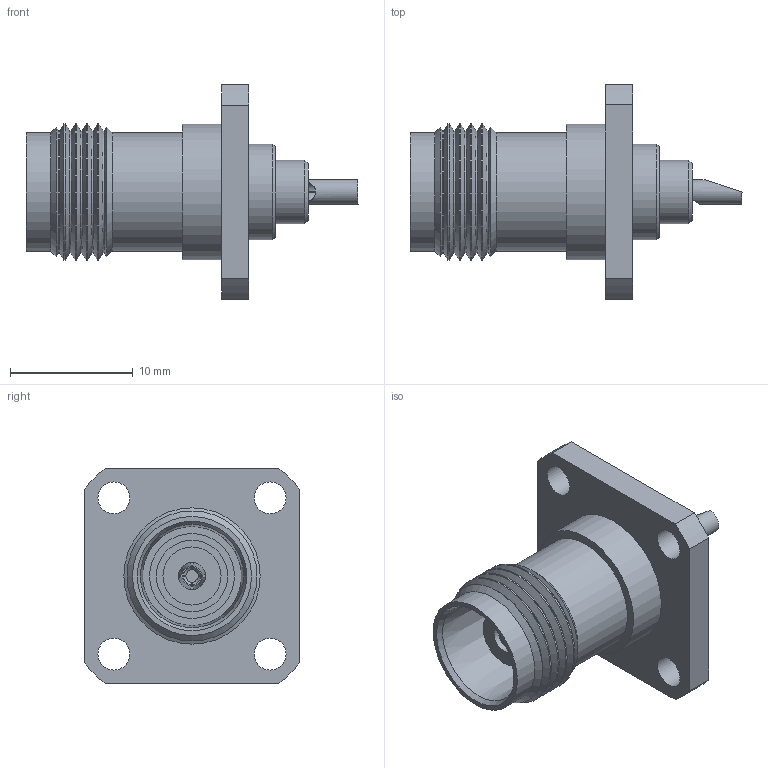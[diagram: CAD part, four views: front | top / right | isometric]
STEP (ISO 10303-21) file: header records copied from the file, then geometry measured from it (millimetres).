
FILE_DESCRIPTION (( 'STEP AP203' ), '1' );
FILE_NAME ('R143.405.000K.STEP', '2012-04-02T02:13:41', ( 'Radiall' ), ( 'Radiall' ), 'SwSTEP 2.0', 'SolidWorks 2011', '' );
FILE_SCHEMA (( 'CONFIG_CONTROL_DESIGN' ));
Length unit declared in the file: millimetre
Products named in the file (1): R143.405.000K
Bounding box: 27 x 17.5 x 17.5 mm (x, y, z)
Volume: 1672.6 mm3; surface area: 1945 mm2
Topology: 1 solids, 1 shells, 104 faces, 255 edges, 164 vertices
Faces by surface type: plane 40, cylinder 32, cone 32
Full cylindrical faces by diameter (mm): 2.23 x2, 2.6 x4, 4.72 x1, 5.2 x1, 5.8 x1, 6.9 x1, 7.8 x1, 9.6 x1, 9.67 x1, 9.942 x5, 11 x1, 11.08 x4
Entity records: 3048 total; most frequent: CARTESIAN_POINT 728, DIRECTION 463, ORIENTED_EDGE 418, EDGE_CURVE 209, AXIS2_PLACEMENT_3D 206, EDGE_LOOP 164, VERTEX_POINT 157, FACE_OUTER_BOUND 127
